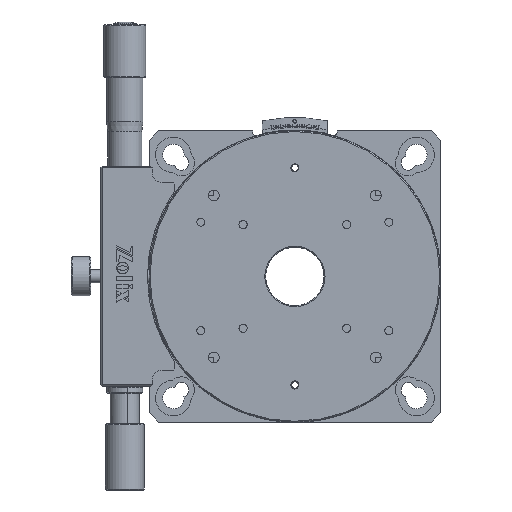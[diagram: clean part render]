
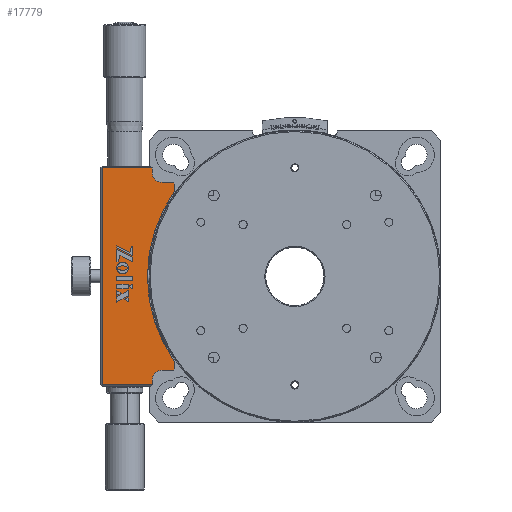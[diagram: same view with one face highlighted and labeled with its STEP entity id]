
A CAD part, front view. The second image highlights one B-rep face of the part: STEP entity #17779.
In plain terms, the highlighted planar face has unit normal (0, -1, 0).
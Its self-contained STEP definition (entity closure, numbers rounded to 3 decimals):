
#97 = EDGE_CURVE ( 'NONE', #34763, #49547, #25751, .T. ) ;
#524 = CARTESIAN_POINT ( 'NONE',  ( -37., -12., -26.481 ) ) ;
#1105 = VECTOR ( 'NONE', #36330, 1000. ) ;
#1246 = CARTESIAN_POINT ( 'NONE',  ( -41., -12., -32. ) ) ;
#1763 = VECTOR ( 'NONE', #43013, 1000. ) ;
#2755 = VECTOR ( 'NONE', #9417, 1000. ) ;
#2929 = CARTESIAN_POINT ( 'NONE',  ( -41., -12., -29. ) ) ;
#3042 = VECTOR ( 'NONE', #3362, 1000. ) ;
#3081 = ORIENTED_EDGE ( 'NONE', *, *, #48165, .T. ) ;
#3202 = ORIENTED_EDGE ( 'NONE', *, *, #13628, .F. ) ;
#3362 = DIRECTION ( 'NONE',  ( 0., 0., -1. ) ) ;
#3573 = EDGE_CURVE ( 'NONE', #25728, #23299, #16876, .T. ) ;
#4154 = VERTEX_POINT ( 'NONE', #21624 ) ;
#4283 = AXIS2_PLACEMENT_3D ( 'NONE', #46489, #26789, #26279 ) ;
#4337 = LINE ( 'NONE', #15246, #3042 ) ;
#4524 = CARTESIAN_POINT ( 'NONE',  ( -44., -12., -32. ) ) ;
#5038 = DIRECTION ( 'NONE',  ( -1., 0., 0. ) ) ;
#5050 = VECTOR ( 'NONE', #39964, 1000. ) ;
#5938 = VERTEX_POINT ( 'NONE', #46581 ) ;
#8063 = LINE ( 'NONE', #18598, #43779 ) ;
#9052 = DIRECTION ( 'NONE',  ( -1., 0., 0. ) ) ;
#9417 = DIRECTION ( 'NONE',  ( 0., 0., -1. ) ) ;
#9778 = LINE ( 'NONE', #31578, #38671 ) ;
#11047 = AXIS2_PLACEMENT_3D ( 'NONE', #36603, #48709, #20801 ) ;
#12068 = CIRCLE ( 'NONE', #46333, 45.5 ) ;
#12085 = AXIS2_PLACEMENT_3D ( 'NONE', #37034, #41037, #5038 ) ;
#12780 = CARTESIAN_POINT ( 'NONE',  ( -37.5, -12., -29. ) ) ;
#12929 = VECTOR ( 'NONE', #47889, 1000. ) ;
#13096 = EDGE_CURVE ( 'NONE', #23610, #24510, #8063, .T. ) ;
#13141 = DIRECTION ( 'NONE',  ( 0., 1., 0. ) ) ;
#13628 = EDGE_CURVE ( 'NONE', #23610, #4154, #4337, .T. ) ;
#13761 = CARTESIAN_POINT ( 'NONE',  ( -41., -12., 29. ) ) ;
#14238 = VERTEX_POINT ( 'NONE', #35915 ) ;
#15246 = CARTESIAN_POINT ( 'NONE',  ( -44., -12., 34. ) ) ;
#15444 = ORIENTED_EDGE ( 'NONE', *, *, #13096, .T. ) ;
#16876 = LINE ( 'NONE', #41216, #45905 ) ;
#17779 = ADVANCED_FACE ( 'NONE', ( #20090 ), #44571, .F. ) ;
#17874 = ORIENTED_EDGE ( 'NONE', *, *, #35678, .F. ) ;
#18598 = CARTESIAN_POINT ( 'NONE',  ( -60., -12., 33.5 ) ) ;
#18992 = DIRECTION ( 'NONE',  ( 1., 0., 0. ) ) ;
#19385 = LINE ( 'NONE', #50504, #40920 ) ;
#20090 = FACE_OUTER_BOUND ( 'NONE', #50586, .T. ) ;
#20190 = EDGE_CURVE ( 'NONE', #34763, #24150, #9778, .T. ) ;
#20297 = CARTESIAN_POINT ( 'NONE',  ( -37.5, -12., -29. ) ) ;
#20801 = DIRECTION ( 'NONE',  ( 1., 0., 0. ) ) ;
#21546 = ORIENTED_EDGE ( 'NONE', *, *, #25053, .T. ) ;
#21579 = CIRCLE ( 'NONE', #46793, 3. ) ;
#21624 = CARTESIAN_POINT ( 'NONE',  ( -44., -12., 32. ) ) ;
#23055 = DIRECTION ( 'NONE',  ( -1., 0., 0. ) ) ;
#23299 = VERTEX_POINT ( 'NONE', #50708 ) ;
#23499 = DIRECTION ( 'NONE',  ( -1., 0., 0. ) ) ;
#23610 = VERTEX_POINT ( 'NONE', #33779 ) ;
#24061 = CIRCLE ( 'NONE', #4283, 3. ) ;
#24150 = VERTEX_POINT ( 'NONE', #2929 ) ;
#24313 = EDGE_CURVE ( 'NONE', #30859, #31439, #46866, .T. ) ;
#24510 = VERTEX_POINT ( 'NONE', #29230 ) ;
#25053 = EDGE_CURVE ( 'NONE', #23299, #14238, #26975, .T. ) ;
#25728 = VERTEX_POINT ( 'NONE', #39155 ) ;
#25751 = LINE ( 'NONE', #12780, #1105 ) ;
#26279 = DIRECTION ( 'NONE',  ( 1., 0., 0. ) ) ;
#26330 = VECTOR ( 'NONE', #41571, 1000. ) ;
#26361 = LINE ( 'NONE', #46663, #1763 ) ;
#26789 = DIRECTION ( 'NONE',  ( 0., 1., 0. ) ) ;
#26975 = LINE ( 'NONE', #44872, #26330 ) ;
#27380 = CARTESIAN_POINT ( 'NONE',  ( -44., -12., -33.5 ) ) ;
#27599 = CARTESIAN_POINT ( 'NONE',  ( -37., -12., -34. ) ) ;
#27926 = EDGE_CURVE ( 'NONE', #50889, #4154, #24061, .T. ) ;
#28981 = CARTESIAN_POINT ( 'NONE',  ( -59.5, -12., -34. ) ) ;
#29230 = CARTESIAN_POINT ( 'NONE',  ( -59.5, -12., 33.5 ) ) ;
#29679 = VERTEX_POINT ( 'NONE', #46889 ) ;
#30859 = VERTEX_POINT ( 'NONE', #4524 ) ;
#31439 = VERTEX_POINT ( 'NONE', #27380 ) ;
#31578 = CARTESIAN_POINT ( 'NONE',  ( -37., -12., -29. ) ) ;
#32266 = LINE ( 'NONE', #28981, #2755 ) ;
#32745 = CIRCLE ( 'NONE', #12085, 45.5 ) ;
#32832 = ORIENTED_EDGE ( 'NONE', *, *, #43873, .F. ) ;
#33093 = DIRECTION ( 'NONE',  ( 0., 0., 1. ) ) ;
#33779 = CARTESIAN_POINT ( 'NONE',  ( -44., -12., 33.5 ) ) ;
#33991 = LINE ( 'NONE', #27599, #5050 ) ;
#34230 = VERTEX_POINT ( 'NONE', #524 ) ;
#34763 = VERTEX_POINT ( 'NONE', #20297 ) ;
#35678 = EDGE_CURVE ( 'NONE', #50889, #14238, #19385, .T. ) ;
#35915 = CARTESIAN_POINT ( 'NONE',  ( -37.5, -12., 29. ) ) ;
#36227 = ORIENTED_EDGE ( 'NONE', *, *, #24313, .F. ) ;
#36274 = CARTESIAN_POINT ( 'NONE',  ( -44., -12., -34. ) ) ;
#36330 = DIRECTION ( 'NONE',  ( 0.707, 0., 0.707 ) ) ;
#36603 = CARTESIAN_POINT ( 'NONE',  ( -45., -12., -34. ) ) ;
#37025 = DIRECTION ( 'NONE',  ( 1., 0., 0. ) ) ;
#37034 = CARTESIAN_POINT ( 'NONE',  ( 0., -12., 0. ) ) ;
#38671 = VECTOR ( 'NONE', #23499, 1000. ) ;
#39155 = CARTESIAN_POINT ( 'NONE',  ( -37., -12., 26.481 ) ) ;
#39901 = EDGE_CURVE ( 'NONE', #29679, #31439, #26361, .T. ) ;
#39964 = DIRECTION ( 'NONE',  ( 0., 0., 1. ) ) ;
#40292 = ORIENTED_EDGE ( 'NONE', *, *, #3573, .T. ) ;
#40624 = ORIENTED_EDGE ( 'NONE', *, *, #39901, .T. ) ;
#40694 = DIRECTION ( 'NONE',  ( 0., -1., 0. ) ) ;
#40920 = VECTOR ( 'NONE', #18992, 1000. ) ;
#41037 = DIRECTION ( 'NONE',  ( 0., -1., 0. ) ) ;
#41216 = CARTESIAN_POINT ( 'NONE',  ( -37., -12., -34. ) ) ;
#41571 = DIRECTION ( 'NONE',  ( -0.707, 0., 0.707 ) ) ;
#43013 = DIRECTION ( 'NONE',  ( 1., 0., 0. ) ) ;
#43779 = VECTOR ( 'NONE', #23055, 1000. ) ;
#43790 = ORIENTED_EDGE ( 'NONE', *, *, #27926, .T. ) ;
#43873 = EDGE_CURVE ( 'NONE', #25728, #5938, #12068, .T. ) ;
#44571 = PLANE ( 'NONE',  #11047 ) ;
#44872 = CARTESIAN_POINT ( 'NONE',  ( -37.5, -12., 29. ) ) ;
#45036 = ORIENTED_EDGE ( 'NONE', *, *, #20190, .F. ) ;
#45520 = EDGE_CURVE ( 'NONE', #49547, #34230, #33991, .T. ) ;
#45573 = ORIENTED_EDGE ( 'NONE', *, *, #97, .T. ) ;
#45621 = EDGE_CURVE ( 'NONE', #5938, #34230, #32745, .T. ) ;
#45905 = VECTOR ( 'NONE', #33093, 1000. ) ;
#46333 = AXIS2_PLACEMENT_3D ( 'NONE', #48306, #40694, #9052 ) ;
#46489 = CARTESIAN_POINT ( 'NONE',  ( -41., -12., 32. ) ) ;
#46581 = CARTESIAN_POINT ( 'NONE',  ( -45.5, -12., 0. ) ) ;
#46592 = ORIENTED_EDGE ( 'NONE', *, *, #45621, .F. ) ;
#46663 = CARTESIAN_POINT ( 'NONE',  ( -44., -12., -33.5 ) ) ;
#46748 = EDGE_CURVE ( 'NONE', #30859, #24150, #21579, .T. ) ;
#46793 = AXIS2_PLACEMENT_3D ( 'NONE', #1246, #13141, #37025 ) ;
#46866 = LINE ( 'NONE', #36274, #12929 ) ;
#46889 = CARTESIAN_POINT ( 'NONE',  ( -59.5, -12., -33.5 ) ) ;
#47889 = DIRECTION ( 'NONE',  ( 0., 0., -1. ) ) ;
#47936 = ORIENTED_EDGE ( 'NONE', *, *, #46748, .T. ) ;
#48165 = EDGE_CURVE ( 'NONE', #24510, #29679, #32266, .T. ) ;
#48306 = CARTESIAN_POINT ( 'NONE',  ( 0., -12., 0. ) ) ;
#48428 = CARTESIAN_POINT ( 'NONE',  ( -37., -12., -28.5 ) ) ;
#48709 = DIRECTION ( 'NONE',  ( 0., 1., 0. ) ) ;
#49547 = VERTEX_POINT ( 'NONE', #48428 ) ;
#50504 = CARTESIAN_POINT ( 'NONE',  ( -37., -12., 29. ) ) ;
#50521 = ORIENTED_EDGE ( 'NONE', *, *, #45520, .T. ) ;
#50586 = EDGE_LOOP ( 'NONE', ( #40292, #21546, #17874, #43790, #3202, #15444, #3081, #40624, #36227, #47936, #45036, #45573, #50521, #46592, #32832 ) ) ;
#50708 = CARTESIAN_POINT ( 'NONE',  ( -37., -12., 28.5 ) ) ;
#50889 = VERTEX_POINT ( 'NONE', #13761 ) ;
